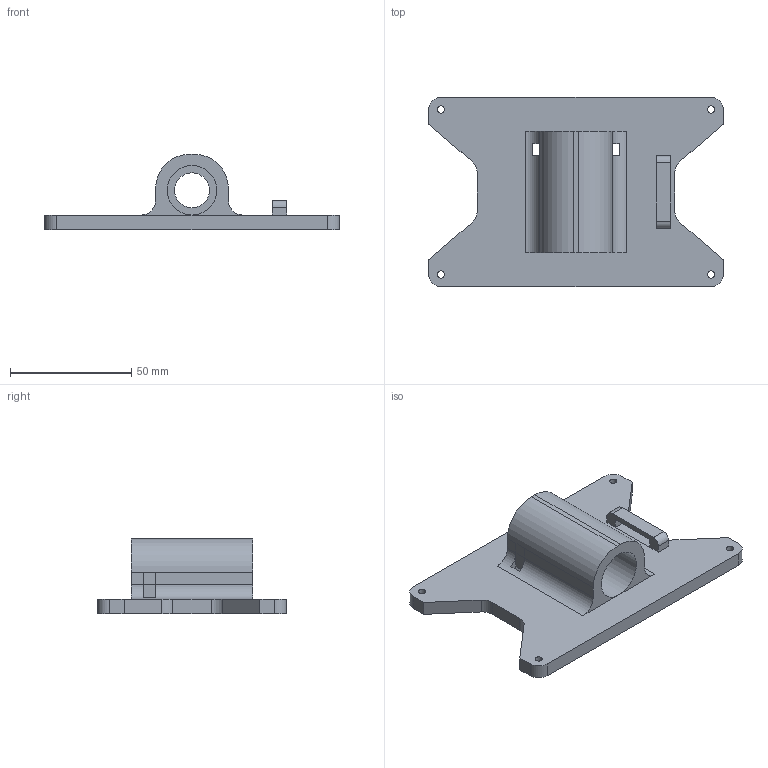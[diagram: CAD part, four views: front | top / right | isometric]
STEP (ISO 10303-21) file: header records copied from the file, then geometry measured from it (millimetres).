
FILE_DESCRIPTION(('FreeCAD Model'),'2;1');
FILE_NAME('Open CASCADE Shape Model','2024-11-11T18:16:52',(''),(''), 'Open CASCADE STEP processor 7.7','FreeCAD','Unknown');
FILE_SCHEMA(('AUTOMOTIVE_DESIGN { 1 0 10303 214 1 1 1 1 }'));
Length unit declared in the file: millimetre
Products named in the file (1): Body
Bounding box: 121.5 x 78 x 31 mm (x, y, z)
Volume: 65492.8 mm3; surface area: 25095.7 mm2
Topology: 1 solids, 1 shells, 67 faces, 196 edges, 127 vertices
Faces by surface type: plane 46, cylinder 20, cone 1
Full cylindrical faces by diameter (mm): 3 x4, 14.4 x1, 20.4 x1
Entity records: 4814 total; most frequent: CARTESIAN_POINT 860, DIRECTION 750, LINE 491, VECTOR 491, ORIENTED_EDGE 388, PCURVE 388, DEFINITIONAL_REPRESENTATION 388, EDGE_CURVE 194
